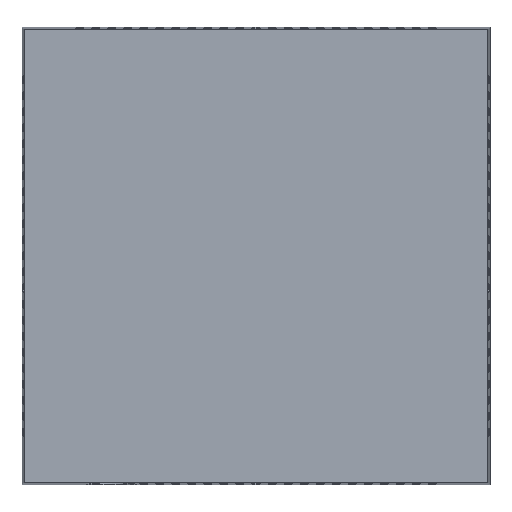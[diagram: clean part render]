
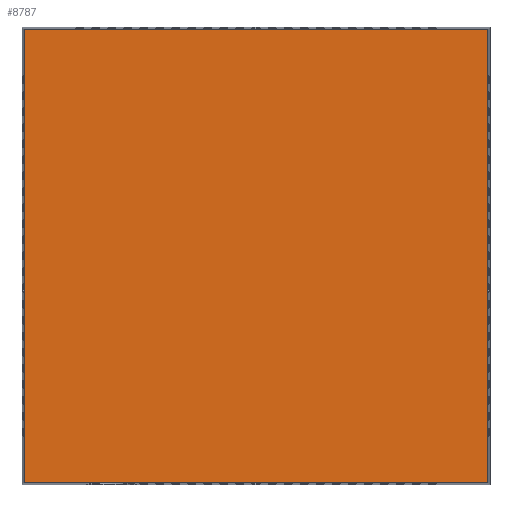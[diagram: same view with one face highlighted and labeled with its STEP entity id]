
A CAD part, top view. The second image highlights one B-rep face of the part: STEP entity #8787.
In plain terms, the highlighted planar face has unit normal (0, 0, 1).
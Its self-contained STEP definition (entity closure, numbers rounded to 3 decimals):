
#580=PLANE('',#9223);
#984=FACE_OUTER_BOUND('',#1519,.T.);
#1519=EDGE_LOOP('',(#8169,#8170,#8171,#8172));
#2749=LINE('',#13655,#3936);
#2750=LINE('',#13657,#3937);
#2751=LINE('',#13659,#3938);
#2752=LINE('',#13660,#3939);
#3936=VECTOR('',#11240,10.);
#3937=VECTOR('',#11241,10.);
#3938=VECTOR('',#11242,10.);
#3939=VECTOR('',#11243,10.);
#4761=VERTEX_POINT('',#13653);
#4762=VERTEX_POINT('',#13654);
#4763=VERTEX_POINT('',#13656);
#4764=VERTEX_POINT('',#13658);
#5960=EDGE_CURVE('',#4761,#4762,#2749,.T.);
#5961=EDGE_CURVE('',#4762,#4763,#2750,.T.);
#5962=EDGE_CURVE('',#4763,#4764,#2751,.T.);
#5963=EDGE_CURVE('',#4764,#4761,#2752,.T.);
#8169=ORIENTED_EDGE('',*,*,#5960,.T.);
#8170=ORIENTED_EDGE('',*,*,#5961,.T.);
#8171=ORIENTED_EDGE('',*,*,#5962,.T.);
#8172=ORIENTED_EDGE('',*,*,#5963,.T.);
#8787=ADVANCED_FACE('',(#984),#580,.T.);
#9223=AXIS2_PLACEMENT_3D('',#13652,#11238,#11239);
#11238=DIRECTION('center_axis',(0.,0.,1.));
#11239=DIRECTION('ref_axis',(1.,0.,0.));
#11240=DIRECTION('',(1.,0.,0.));
#11241=DIRECTION('',(0.,1.,0.));
#11242=DIRECTION('',(-1.,0.,0.));
#11243=DIRECTION('',(0.,-1.,0.));
#13652=CARTESIAN_POINT('Origin',(53.083,-5.979,7.));
#13653=CARTESIAN_POINT('',(-4.757,-62.549,7.));
#13654=CARTESIAN_POINT('',(110.923,-62.549,7.));
#13655=CARTESIAN_POINT('',(110.923,-62.549,7.));
#13656=CARTESIAN_POINT('',(110.923,50.591,7.));
#13657=CARTESIAN_POINT('',(110.923,50.591,7.));
#13658=CARTESIAN_POINT('',(-4.757,50.591,7.));
#13659=CARTESIAN_POINT('',(-4.757,50.591,7.));
#13660=CARTESIAN_POINT('',(-4.757,-62.549,7.));
